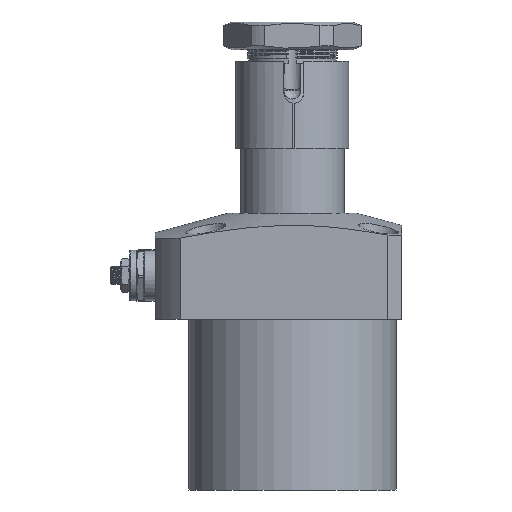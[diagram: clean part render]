
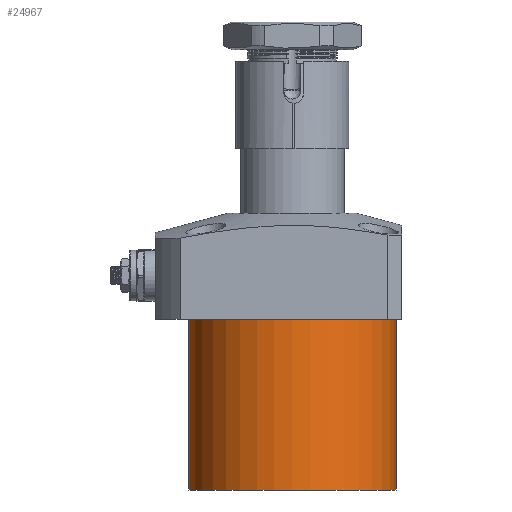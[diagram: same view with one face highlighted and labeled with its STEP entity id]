
A CAD part, front view. The second image highlights one B-rep face of the part: STEP entity #24967.
In plain terms, the highlighted cylindrical face has radius 45 mm (diameter 90 mm), a partial arc.
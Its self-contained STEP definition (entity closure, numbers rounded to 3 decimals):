
#2023 = DIRECTION ( 'NONE',  ( 1., 0., 0. ) ) ;
#3772 = DIRECTION ( 'NONE',  ( 1., 0., 0. ) ) ;
#4623 = ORIENTED_EDGE ( 'NONE', *, *, #50591, .F. ) ;
#9622 = CYLINDRICAL_SURFACE ( 'NONE', #70396, 45. ) ;
#10423 = CIRCLE ( 'NONE', #19110, 45. ) ;
#12933 = CARTESIAN_POINT ( 'NONE',  ( 45., 0., 0. ) ) ;
#13536 = CARTESIAN_POINT ( 'NONE',  ( 0., 0., -74. ) ) ;
#14455 = EDGE_CURVE ( 'NONE', #71093, #48393, #63755, .T. ) ;
#15815 = EDGE_CURVE ( 'NONE', #28322, #63822, #10423, .T. ) ;
#17897 = ORIENTED_EDGE ( 'NONE', *, *, #15815, .T. ) ;
#19110 = AXIS2_PLACEMENT_3D ( 'NONE', #71035, #52433, #22669 ) ;
#22669 = DIRECTION ( 'NONE',  ( 1., 0., 0. ) ) ;
#24967 = ADVANCED_FACE ( 'NONE', ( #75993 ), #9622, .T. ) ;
#27532 = CARTESIAN_POINT ( 'NONE',  ( 0., 0., -74. ) ) ;
#28322 = VERTEX_POINT ( 'NONE', #12933 ) ;
#29885 = VECTOR ( 'NONE', #45493, 1000. ) ;
#32517 = EDGE_CURVE ( 'NONE', #48393, #28322, #38263, .T. ) ;
#33408 = CARTESIAN_POINT ( 'NONE',  ( -45., 0., -74. ) ) ;
#35159 = LINE ( 'NONE', #56470, #70783 ) ;
#38263 = LINE ( 'NONE', #64108, #29885 ) ;
#38515 = AXIS2_PLACEMENT_3D ( 'NONE', #27532, #40052, #3772 ) ;
#40052 = DIRECTION ( 'NONE',  ( 0., 0., 1. ) ) ;
#42144 = CARTESIAN_POINT ( 'NONE',  ( -45., 0., 0. ) ) ;
#44053 = DIRECTION ( 'NONE',  ( 0., 0., 1. ) ) ;
#45493 = DIRECTION ( 'NONE',  ( 0., 0., 1. ) ) ;
#48393 = VERTEX_POINT ( 'NONE', #50409 ) ;
#49576 = ORIENTED_EDGE ( 'NONE', *, *, #14455, .T. ) ;
#50409 = CARTESIAN_POINT ( 'NONE',  ( 45., 0., -74. ) ) ;
#50591 = EDGE_CURVE ( 'NONE', #71093, #63822, #35159, .T. ) ;
#50668 = DIRECTION ( 'NONE',  ( 0., 0., 1. ) ) ;
#52433 = DIRECTION ( 'NONE',  ( 0., 0., -1. ) ) ;
#56470 = CARTESIAN_POINT ( 'NONE',  ( -45., 0., -74. ) ) ;
#56970 = EDGE_LOOP ( 'NONE', ( #4623, #49576, #64023, #17897 ) ) ;
#63755 = CIRCLE ( 'NONE', #38515, 45. ) ;
#63822 = VERTEX_POINT ( 'NONE', #42144 ) ;
#64023 = ORIENTED_EDGE ( 'NONE', *, *, #32517, .T. ) ;
#64108 = CARTESIAN_POINT ( 'NONE',  ( 45., 0., -74. ) ) ;
#70396 = AXIS2_PLACEMENT_3D ( 'NONE', #13536, #44053, #2023 ) ;
#70783 = VECTOR ( 'NONE', #50668, 1000. ) ;
#71035 = CARTESIAN_POINT ( 'NONE',  ( 0., 0., 0. ) ) ;
#71093 = VERTEX_POINT ( 'NONE', #33408 ) ;
#75993 = FACE_OUTER_BOUND ( 'NONE', #56970, .T. ) ;
